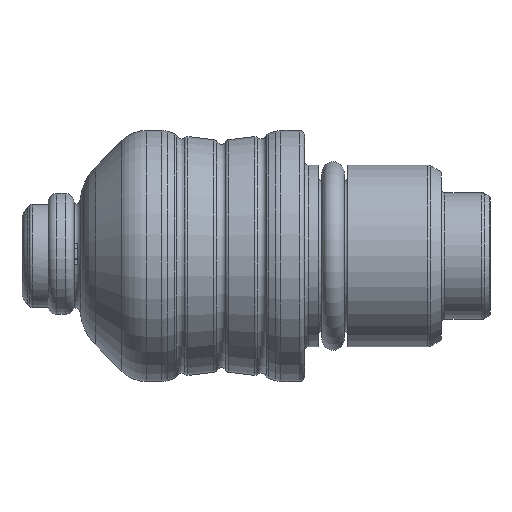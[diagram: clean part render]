
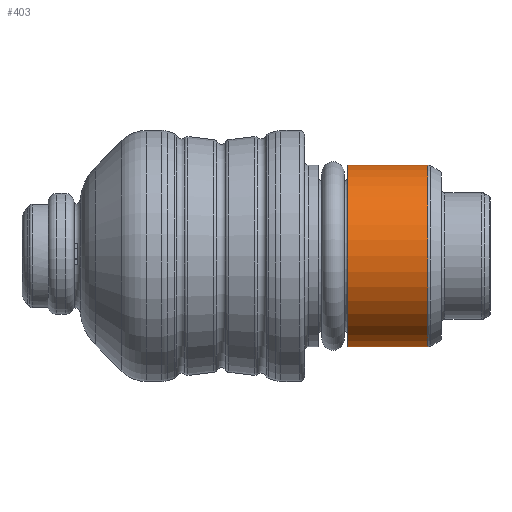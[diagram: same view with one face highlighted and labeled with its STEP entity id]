
A CAD part, top view. The second image highlights one B-rep face of the part: STEP entity #403.
In plain terms, the highlighted cylindrical face has radius 5.25 mm (diameter 10.5 mm), a full revolution.
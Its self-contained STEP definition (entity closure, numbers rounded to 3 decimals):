
#403=ADVANCED_FACE('',(#547,#548),#499,.T.);
#499=CYLINDRICAL_SURFACE('',#1583,5.25);
#547=FACE_BOUND('',#659,.T.);
#548=FACE_BOUND('',#660,.T.);
#659=EDGE_LOOP('',(#819));
#660=EDGE_LOOP('',(#820));
#819=ORIENTED_EDGE('',*,*,#1296,.T.);
#820=ORIENTED_EDGE('',*,*,#1292,.F.);
#1161=VERTEX_POINT('',#2270);
#1165=VERTEX_POINT('',#2282);
#1292=EDGE_CURVE('',#1161,#1161,#1469,.T.);
#1296=EDGE_CURVE('',#1165,#1165,#1473,.T.);
#1469=CIRCLE('',#1574,5.25);
#1473=CIRCLE('',#1582,5.25);
#1574=AXIS2_PLACEMENT_3D('',#2269,#1799,#1800);
#1582=AXIS2_PLACEMENT_3D('',#2281,#1815,#1816);
#1583=AXIS2_PLACEMENT_3D('',#2283,#1817,#1818);
#1799=DIRECTION('',(-1.,0.,0.));
#1800=DIRECTION('',(0.,0.,-1.));
#1815=DIRECTION('',(-1.,0.,0.));
#1816=DIRECTION('',(0.,0.,-1.));
#1817=DIRECTION('',(1.,0.,0.));
#1818=DIRECTION('',(0.,0.,-1.));
#2269=CARTESIAN_POINT('',(18.8,0.,0.));
#2270=CARTESIAN_POINT('',(18.8,0.,-5.25));
#2281=CARTESIAN_POINT('',(23.42,0.,0.));
#2282=CARTESIAN_POINT('',(23.42,0.,-5.25));
#2283=CARTESIAN_POINT('',(20.25,0.,0.));
